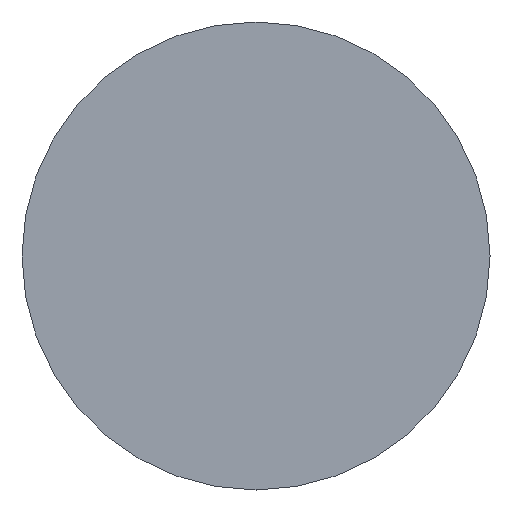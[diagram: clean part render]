
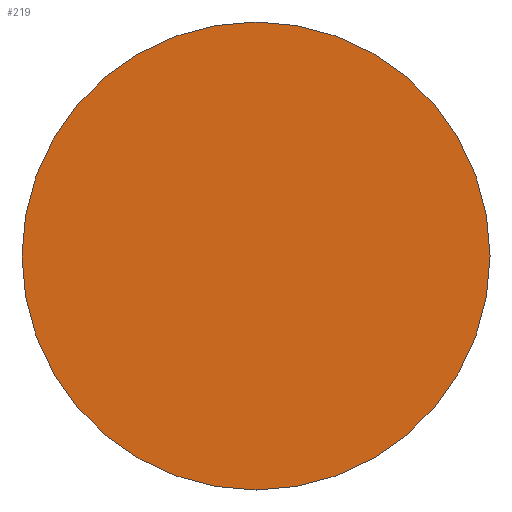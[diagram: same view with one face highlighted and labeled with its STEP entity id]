
A CAD part, front view. The second image highlights one B-rep face of the part: STEP entity #219.
In plain terms, the highlighted planar face has unit normal (0, -1, 0).
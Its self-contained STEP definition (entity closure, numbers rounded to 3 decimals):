
#35 = ORIENTED_EDGE ( 'NONE', *, *, #200, .T. ) ;
#38 = ORIENTED_EDGE ( 'NONE', *, *, #280, .T. ) ;
#43 = EDGE_LOOP ( 'NONE', ( #38, #35 ) ) ;
#46 = AXIS2_PLACEMENT_3D ( 'NONE', #182, #270, #247 ) ;
#49 = CARTESIAN_POINT ( 'NONE',  ( 0., 0., 6. ) ) ;
#74 = DIRECTION ( 'NONE',  ( 0., 0., -1. ) ) ;
#93 = CIRCLE ( 'NONE', #256, 6. ) ;
#95 = PLANE ( 'NONE',  #46 ) ;
#98 = CARTESIAN_POINT ( 'NONE',  ( 0., 0., 0. ) ) ;
#132 = DIRECTION ( 'NONE',  ( 0., -1., 0. ) ) ;
#136 = CIRCLE ( 'NONE', #250, 6. ) ;
#140 = CARTESIAN_POINT ( 'NONE',  ( 0., 0., -6. ) ) ;
#150 = DIRECTION ( 'NONE',  ( 0., 0., -1. ) ) ;
#170 = DIRECTION ( 'NONE',  ( 0., -1., 0. ) ) ;
#177 = CARTESIAN_POINT ( 'NONE',  ( 0., 0., 0. ) ) ;
#182 = CARTESIAN_POINT ( 'NONE',  ( 0., 0., 0. ) ) ;
#200 = EDGE_CURVE ( 'NONE', #210, #245, #136, .T. ) ;
#210 = VERTEX_POINT ( 'NONE', #49 ) ;
#219 = ADVANCED_FACE ( 'NONE', ( #248 ), #95, .T. ) ;
#245 = VERTEX_POINT ( 'NONE', #140 ) ;
#247 = DIRECTION ( 'NONE',  ( 0., 0., -1. ) ) ;
#248 = FACE_OUTER_BOUND ( 'NONE', #43, .T. ) ;
#250 = AXIS2_PLACEMENT_3D ( 'NONE', #177, #132, #74 ) ;
#256 = AXIS2_PLACEMENT_3D ( 'NONE', #98, #170, #150 ) ;
#270 = DIRECTION ( 'NONE',  ( 0., -1., 0. ) ) ;
#280 = EDGE_CURVE ( 'NONE', #245, #210, #93, .T. ) ;
